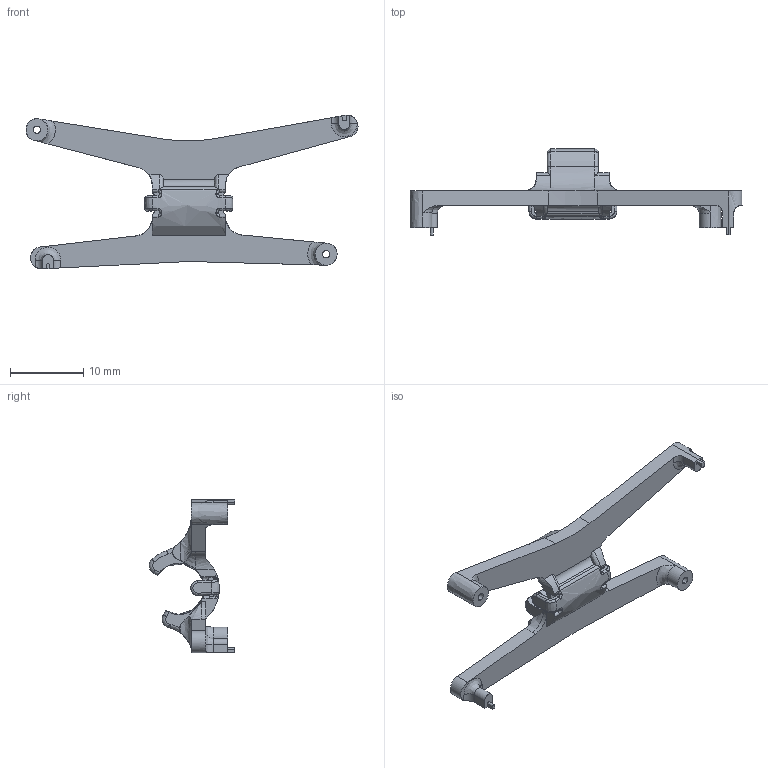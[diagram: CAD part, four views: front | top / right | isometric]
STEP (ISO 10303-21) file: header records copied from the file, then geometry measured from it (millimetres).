
FILE_DESCRIPTION(/* description */ (''),/* implementation_level */ '2;1');
FILE_NAME(/* name */ 'LOGI~5A0',/* time_stamp */ '2013-04-09T18:13:57+02:00',/* author */ (''),/* organization */ (''),/* preprocessor_version */ 'ST-DEVELOPER v14',/* originating_system */ '',/* authorisation */ '');
FILE_SCHEMA (('CONFIG_CONTROL_DESIGN'));
Length unit declared in the file: millimetre
Products named in the file (1): Document
Bounding box: 45.36 x 11.74 x 21 mm (x, y, z)
Volume: 1116.5 mm3; surface area: 1540.8 mm2
Topology: 1 solids, 1 shells, 212 faces, 564 edges, 350 vertices
Faces by surface type: bspline 139, plane 73
Entity records: 11781 total; most frequent: CARTESIAN_POINT 8403, ORIENTED_EDGE 1120, EDGE_CURVE 560, B_SPLINE_CURVE_WITH_KNOTS 359, VERTEX_POINT 350, EDGE_LOOP 216, ADVANCED_FACE 212, FACE_OUTER_BOUND 212
